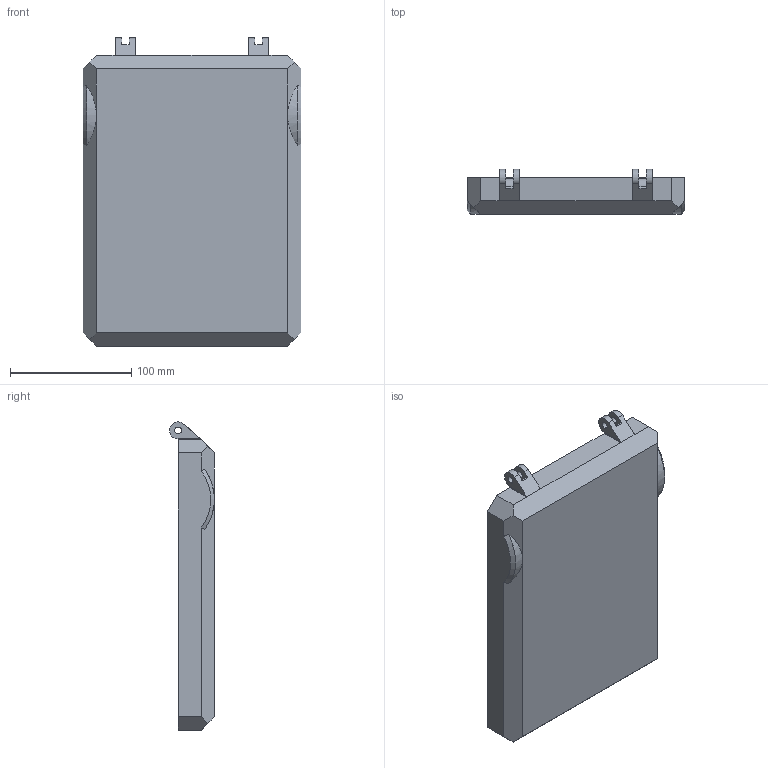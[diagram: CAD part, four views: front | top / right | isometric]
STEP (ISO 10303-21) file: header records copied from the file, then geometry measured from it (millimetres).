
FILE_DESCRIPTION((''),'2;1');
FILE_NAME('KOFFER_T1_V2','2023-05-12T10:28:31',('sven.schlanser'),(''),'CREO PARAMETRIC BY PTC INC, 2022014','CREO PARAMETRIC BY PTC INC, 2022014','');
FILE_SCHEMA(('CONFIG_CONTROL_DESIGN'));
Length unit declared in the file: millimetre
Products named in the file (1): KOFFER_T1_V2
Bounding box: 180 x 36.99 x 254.49 mm (x, y, z)
Volume: 293321.1 mm3; surface area: 136872.5 mm2
Topology: 1 solids, 1 shells, 328 faces, 842 edges, 521 vertices
Faces by surface type: plane 117, cylinder 94, bspline 86, cone 25, torus 6
Entity records: 21399 total; most frequent: CARTESIAN_POINT 14014, ORIENTED_EDGE 1684, DIRECTION 1324, EDGE_CURVE 842, VERTEX_POINT 521, AXIS2_PLACEMENT_3D 468, VECTOR 388, LINE 388
